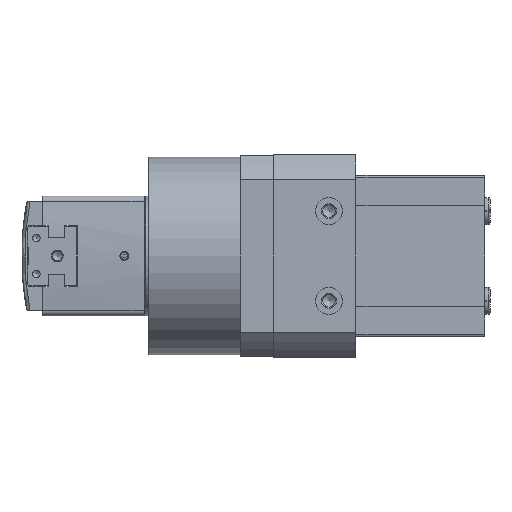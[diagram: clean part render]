
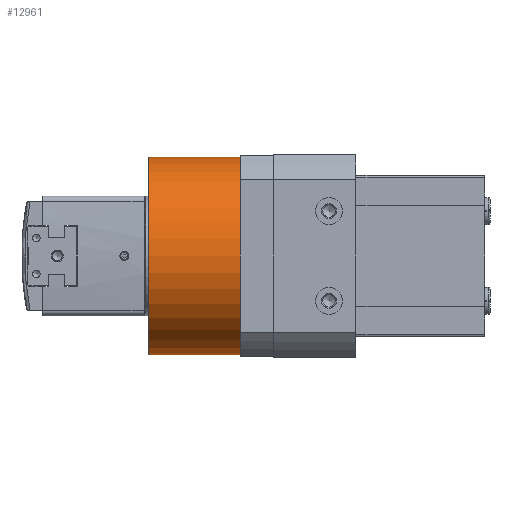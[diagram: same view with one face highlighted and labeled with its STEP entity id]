
A CAD part, left-side view. The second image highlights one B-rep face of the part: STEP entity #12961.
In plain terms, the highlighted cylindrical face has radius 33 mm (diameter 66 mm), a partial arc.
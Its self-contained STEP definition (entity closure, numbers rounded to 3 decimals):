
#532=CIRCLE('',#15403,33.);
#539=CIRCLE('',#15412,33.);
#883=CYLINDRICAL_SURFACE('',#15426,33.);
#1587=LINE('',#21964,#2763);
#1588=LINE('',#21966,#2764);
#2763=VECTOR('',#18107,1000.);
#2764=VECTOR('',#18110,1000.);
#5115=ORIENTED_EDGE('',*,*,#7751,.T.);
#5116=ORIENTED_EDGE('',*,*,#7777,.F.);
#5117=ORIENTED_EDGE('',*,*,#7735,.F.);
#5118=ORIENTED_EDGE('',*,*,#7776,.T.);
#7735=EDGE_CURVE('',#9249,#9250,#532,.T.);
#7751=EDGE_CURVE('',#9264,#9263,#539,.T.);
#7776=EDGE_CURVE('',#9249,#9264,#1587,.T.);
#7777=EDGE_CURVE('',#9250,#9263,#1588,.T.);
#9249=VERTEX_POINT('',#21889);
#9250=VERTEX_POINT('',#21891);
#9263=VERTEX_POINT('',#21921);
#9264=VERTEX_POINT('',#21923);
#10461=EDGE_LOOP('',(#5115,#5116,#5117,#5118));
#11550=FACE_BOUND('',#10461,.T.);
#12961=ADVANCED_FACE('',(#11550),#883,.T.);
#15403=AXIS2_PLACEMENT_3D('',#21890,#18036,#18037);
#15412=AXIS2_PLACEMENT_3D('',#21922,#18063,#18064);
#15426=AXIS2_PLACEMENT_3D('',#21965,#18108,#18109);
#18036=DIRECTION('',(0.,1.,0.));
#18037=DIRECTION('',(1.,0.,0.));
#18063=DIRECTION('',(0.,1.,0.));
#18064=DIRECTION('',(1.,0.,0.));
#18107=DIRECTION('',(0.,-1.,0.));
#18108=DIRECTION('',(0.,-1.,0.));
#18109=DIRECTION('',(0.,0.,-1.));
#18110=DIRECTION('',(0.,-1.,0.));
#21889=CARTESIAN_POINT('',(32.718,30.6,4.303));
#21890=CARTESIAN_POINT('',(0.,30.6,0.));
#21891=CARTESIAN_POINT('',(-32.718,30.6,4.303));
#21921=CARTESIAN_POINT('',(-32.718,0.,4.303));
#21922=CARTESIAN_POINT('',(0.,0.,0.));
#21923=CARTESIAN_POINT('',(32.718,0.,4.303));
#21964=CARTESIAN_POINT('',(32.718,30.6,4.303));
#21965=CARTESIAN_POINT('',(0.,30.6,0.));
#21966=CARTESIAN_POINT('',(-32.718,30.6,4.303));
